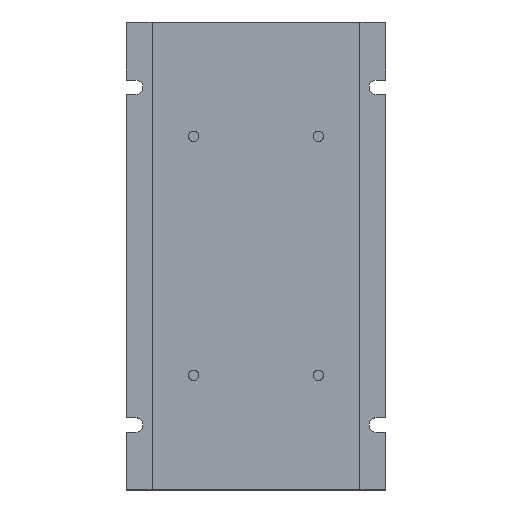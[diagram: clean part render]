
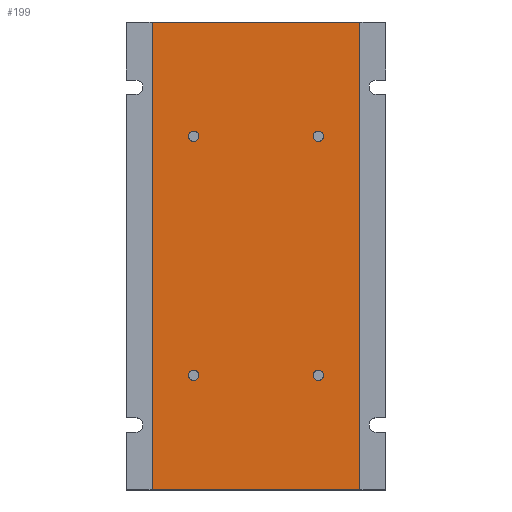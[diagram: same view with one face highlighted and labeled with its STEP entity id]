
A CAD part, top view. The second image highlights one B-rep face of the part: STEP entity #199.
In plain terms, the highlighted planar face has unit normal (0, 0, 1).
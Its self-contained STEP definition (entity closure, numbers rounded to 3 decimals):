
#199=ADVANCED_FACE('',(#409,#410,#411,#412,#413),#297,.T.);
#297=PLANE('',#2113);
#384=CIRCLE('',#2109,2.);
#385=CIRCLE('',#2110,2.);
#386=CIRCLE('',#2111,2.);
#387=CIRCLE('',#2112,2.);
#409=FACE_BOUND('',#432,.T.);
#410=FACE_BOUND('',#433,.T.);
#411=FACE_BOUND('',#434,.T.);
#412=FACE_BOUND('',#435,.T.);
#413=FACE_BOUND('',#436,.T.);
#432=EDGE_LOOP('',(#547));
#433=EDGE_LOOP('',(#548));
#434=EDGE_LOOP('',(#549,#550,#551,#552));
#435=EDGE_LOOP('',(#553));
#436=EDGE_LOOP('',(#554));
#547=ORIENTED_EDGE('',*,*,#1307,.F.);
#548=ORIENTED_EDGE('',*,*,#1308,.F.);
#549=ORIENTED_EDGE('',*,*,#1309,.F.);
#550=ORIENTED_EDGE('',*,*,#1310,.F.);
#551=ORIENTED_EDGE('',*,*,#1311,.T.);
#552=ORIENTED_EDGE('',*,*,#1312,.T.);
#553=ORIENTED_EDGE('',*,*,#1313,.F.);
#554=ORIENTED_EDGE('',*,*,#1314,.T.);
#1115=VERTEX_POINT('',#2749);
#1116=VERTEX_POINT('',#2751);
#1117=VERTEX_POINT('',#2753);
#1118=VERTEX_POINT('',#2754);
#1119=VERTEX_POINT('',#2756);
#1120=VERTEX_POINT('',#2758);
#1121=VERTEX_POINT('',#2761);
#1122=VERTEX_POINT('',#2763);
#1307=EDGE_CURVE('',#1115,#1115,#384,.T.);
#1308=EDGE_CURVE('',#1116,#1116,#385,.T.);
#1309=EDGE_CURVE('',#1117,#1118,#1589,.T.);
#1310=EDGE_CURVE('',#1119,#1117,#1590,.T.);
#1311=EDGE_CURVE('',#1119,#1120,#1591,.T.);
#1312=EDGE_CURVE('',#1120,#1118,#1592,.T.);
#1313=EDGE_CURVE('',#1121,#1121,#386,.T.);
#1314=EDGE_CURVE('',#1122,#1122,#387,.T.);
#1589=LINE('',#2752,#1849);
#1590=LINE('',#2755,#1850);
#1591=LINE('',#2757,#1851);
#1592=LINE('',#2759,#1852);
#1849=VECTOR('',#2244,1.);
#1850=VECTOR('',#2245,1.);
#1851=VECTOR('',#2246,1.);
#1852=VECTOR('',#2247,1.);
#2109=AXIS2_PLACEMENT_3D('',#2748,#2240,#2241);
#2110=AXIS2_PLACEMENT_3D('',#2750,#2242,#2243);
#2111=AXIS2_PLACEMENT_3D('',#2760,#2248,#2249);
#2112=AXIS2_PLACEMENT_3D('',#2762,#2250,#2251);
#2113=AXIS2_PLACEMENT_3D('',#2764,#2252,#2253);
#2240=DIRECTION('',(0.,0.,1.));
#2241=DIRECTION('',(1.,0.,0.));
#2242=DIRECTION('',(0.,0.,1.));
#2243=DIRECTION('',(1.,0.,0.));
#2244=DIRECTION('',(-1.,0.,0.));
#2245=DIRECTION('',(0.,-1.,0.));
#2246=DIRECTION('',(-1.,0.,0.));
#2247=DIRECTION('',(0.,-1.,0.));
#2248=DIRECTION('',(0.,0.,1.));
#2249=DIRECTION('',(1.,0.,0.));
#2250=DIRECTION('',(0.,0.,-1.));
#2251=DIRECTION('',(1.,0.,0.));
#2252=DIRECTION('',(0.,0.,1.));
#2253=DIRECTION('',(1.,0.,0.));
#2748=CARTESIAN_POINT('',(166.,96.5,72.));
#2749=CARTESIAN_POINT('',(168.,96.5,72.));
#2750=CARTESIAN_POINT('',(166.,188.5,72.));
#2751=CARTESIAN_POINT('',(168.,188.5,72.));
#2752=CARTESIAN_POINT('',(180.,52.5,72.));
#2753=CARTESIAN_POINT('',(230.,52.5,72.));
#2754=CARTESIAN_POINT('',(150.,52.5,72.));
#2755=CARTESIAN_POINT('',(230.,70.,72.));
#2756=CARTESIAN_POINT('',(230.,232.5,72.));
#2757=CARTESIAN_POINT('',(178.5,232.5,72.));
#2758=CARTESIAN_POINT('',(150.,232.5,72.));
#2759=CARTESIAN_POINT('',(150.,70.,72.));
#2760=CARTESIAN_POINT('',(214.,96.5,72.));
#2761=CARTESIAN_POINT('',(216.,96.5,72.));
#2762=CARTESIAN_POINT('',(214.,188.5,72.));
#2763=CARTESIAN_POINT('',(216.,188.5,72.));
#2764=CARTESIAN_POINT('',(178.5,70.,72.));
